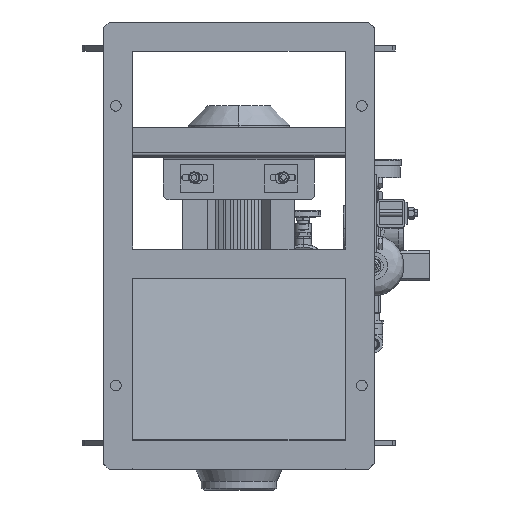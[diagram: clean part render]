
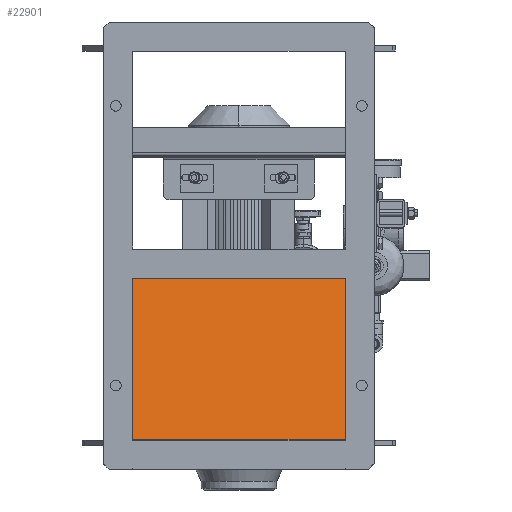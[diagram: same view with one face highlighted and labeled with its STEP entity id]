
A CAD part, front view. The second image highlights one B-rep face of the part: STEP entity #22901.
In plain terms, the highlighted planar face has unit normal (0, -0.982, 0.187).
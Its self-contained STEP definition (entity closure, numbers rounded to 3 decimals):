
#2760 = ORIENTED_EDGE ( 'NONE', *, *, #33978, .F. ) ;
#3134 = CARTESIAN_POINT ( 'NONE',  ( 190., -303.965, -97.437 ) ) ;
#12564 = DIRECTION ( 'NONE',  ( 0., 0.187, 0.982 ) ) ;
#19039 = LINE ( 'NONE', #108369, #84804 ) ;
#21140 = VERTEX_POINT ( 'NONE', #46751 ) ;
#22901 = ADVANCED_FACE ( 'NONE', ( #31119 ), #72182, .F. ) ;
#23697 = VECTOR ( 'NONE', #89492, 1000. ) ;
#31119 = FACE_OUTER_BOUND ( 'NONE', #110293, .T. ) ;
#33978 = EDGE_CURVE ( 'NONE', #61622, #85120, #106512, .T. ) ;
#38799 = CARTESIAN_POINT ( 'NONE',  ( -190., -303.965, -97.437 ) ) ;
#40256 = EDGE_CURVE ( 'NONE', #21140, #85120, #69258, .T. ) ;
#46751 = CARTESIAN_POINT ( 'NONE',  ( -190., -248.965, 192. ) ) ;
#54845 = EDGE_CURVE ( 'NONE', #98895, #61622, #57273, .T. ) ;
#54973 = CARTESIAN_POINT ( 'NONE',  ( 190., -248.965, 192. ) ) ;
#55314 = ORIENTED_EDGE ( 'NONE', *, *, #54845, .F. ) ;
#55749 = CARTESIAN_POINT ( 'NONE',  ( 190., -303.965, -97.437 ) ) ;
#57273 = LINE ( 'NONE', #55749, #23697 ) ;
#61368 = ORIENTED_EDGE ( 'NONE', *, *, #102210, .T. ) ;
#61395 = CARTESIAN_POINT ( 'NONE',  ( 190., -303.965, -97.437 ) ) ;
#61622 = VERTEX_POINT ( 'NONE', #61395 ) ;
#63231 = DIRECTION ( 'NONE',  ( 0., 0.982, -0.187 ) ) ;
#67854 = CARTESIAN_POINT ( 'NONE',  ( 190., -303.965, -97.437 ) ) ;
#69258 = LINE ( 'NONE', #70081, #82732 ) ;
#70081 = CARTESIAN_POINT ( 'NONE',  ( -190., -303.965, -97.437 ) ) ;
#72182 = PLANE ( 'NONE',  #79606 ) ;
#79606 = AXIS2_PLACEMENT_3D ( 'NONE', #3134, #63231, #12564 ) ;
#82732 = VECTOR ( 'NONE', #86959, 1000. ) ;
#83597 = DIRECTION ( 'NONE',  ( -1., 0., 0. ) ) ;
#83717 = VECTOR ( 'NONE', #85450, 1000. ) ;
#84804 = VECTOR ( 'NONE', #83597, 1000. ) ;
#85120 = VERTEX_POINT ( 'NONE', #38799 ) ;
#85450 = DIRECTION ( 'NONE',  ( -1., 0., 0. ) ) ;
#86959 = DIRECTION ( 'NONE',  ( 0., -0.187, -0.982 ) ) ;
#89492 = DIRECTION ( 'NONE',  ( 0., -0.187, -0.982 ) ) ;
#94750 = ORIENTED_EDGE ( 'NONE', *, *, #40256, .T. ) ;
#98895 = VERTEX_POINT ( 'NONE', #54973 ) ;
#102210 = EDGE_CURVE ( 'NONE', #98895, #21140, #19039, .T. ) ;
#106512 = LINE ( 'NONE', #67854, #83717 ) ;
#108369 = CARTESIAN_POINT ( 'NONE',  ( 190., -248.965, 192. ) ) ;
#110293 = EDGE_LOOP ( 'NONE', ( #61368, #94750, #2760, #55314 ) ) ;
